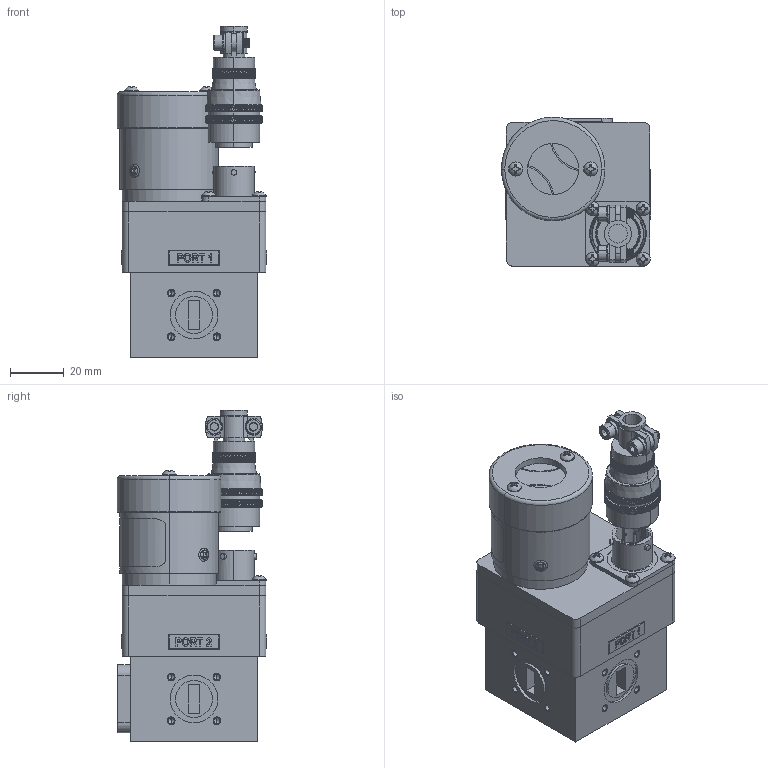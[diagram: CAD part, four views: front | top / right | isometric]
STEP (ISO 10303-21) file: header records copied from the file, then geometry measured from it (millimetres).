
FILE_DESCRIPTION (( 'STEP AP214' ), '1' );
FILE_NAME ('FMWGS6004_3D.step', '2024-01-12T20:12:05', ( '' ), ( '' ), 'SwSTEP 2.0', 'SolidWorks 2022', '' );
FILE_SCHEMA (( 'AUTOMOTIVE_DESIGN' ));
Products named in the file (1): FMWGS6004_3D
Bounding box: 55.63 x 55.63 x 123.32 mm (x, y, z)
Volume: 202163 mm3; surface area: 35335.3 mm2
Topology: 2 solids, 16 shells, 8034 faces, 18301 edges, 10372 vertices
Faces by surface type: bspline 5477, cylinder 1700, plane 603, cone 200, torus 46, sphere 8
Entity records: 280743 total; most frequent: CARTESIAN_POINT 161906, ORIENTED_EDGE 36454, EDGE_CURVE 18227, VERTEX_POINT 10364, DIRECTION 9982, EDGE_LOOP 8195, ADVANCED_FACE 8034, FACE_OUTER_BOUND 8034
